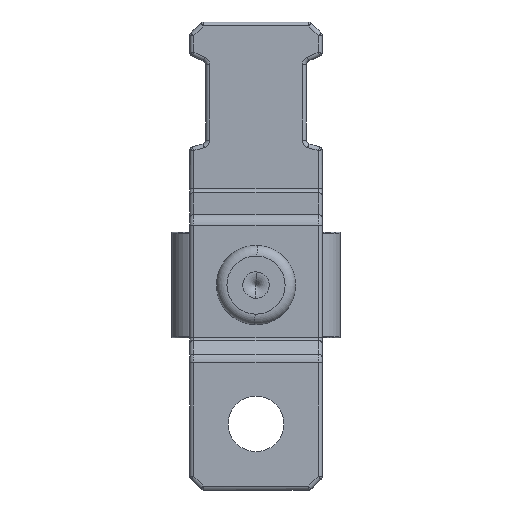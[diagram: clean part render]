
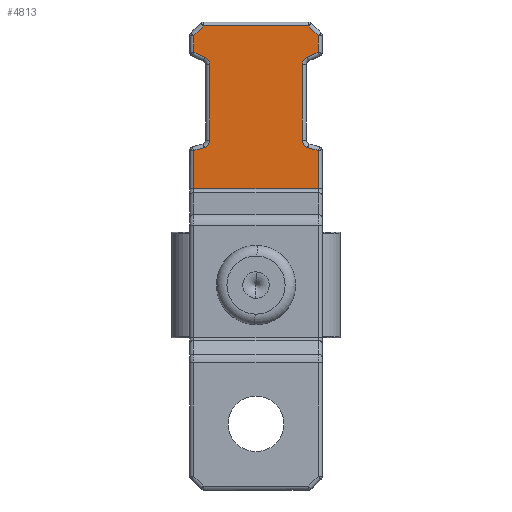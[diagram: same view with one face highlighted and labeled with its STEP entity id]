
A CAD part, front view. The second image highlights one B-rep face of the part: STEP entity #4813.
In plain terms, the highlighted planar face has unit normal (0, -1, 0).
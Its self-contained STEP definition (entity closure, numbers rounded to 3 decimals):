
#11 = ORIENTED_EDGE ( 'NONE', *, *, #9687, .T. ) ;
#53 = ORIENTED_EDGE ( 'NONE', *, *, #1951, .F. ) ;
#77 = ORIENTED_EDGE ( 'NONE', *, *, #9597, .T. ) ;
#131 = VERTEX_POINT ( 'NONE', #9344 ) ;
#151 = CARTESIAN_POINT ( 'NONE',  ( -35.1, 7.316, -3.976 ) ) ;
#220 = CARTESIAN_POINT ( 'NONE',  ( -33.095, 7.316, -4.7 ) ) ;
#350 = CARTESIAN_POINT ( 'NONE',  ( -27.8, 7.316, 7.225 ) ) ;
#383 = CARTESIAN_POINT ( 'NONE',  ( -32.732, 7.316, 3.883 ) ) ;
#428 = AXIS2_PLACEMENT_3D ( 'NONE', #9572, #3103, #3987 ) ;
#431 = CARTESIAN_POINT ( 'NONE',  ( -34.376, 7.316, -4.7 ) ) ;
#541 = DIRECTION ( 'NONE',  ( -0.406, 0., 0.914 ) ) ;
#655 = DIRECTION ( 'NONE',  ( -1., 0., 0. ) ) ;
#658 = EDGE_LOOP ( 'NONE', ( #12094, #10594, #5532, #3253, #10555, #2721, #1633, #11, #5192, #1113, #3078, #53, #11502, #7402, #1876, #6362, #77, #4300 ) ) ;
#661 = VERTEX_POINT ( 'NONE', #6561 ) ;
#689 = VERTEX_POINT ( 'NONE', #1740 ) ;
#1113 = ORIENTED_EDGE ( 'NONE', *, *, #10178, .T. ) ;
#1175 = VERTEX_POINT ( 'NONE', #12067 ) ;
#1304 = EDGE_CURVE ( 'NONE', #6031, #2268, #9284, .T. ) ;
#1391 = VERTEX_POINT ( 'NONE', #220 ) ;
#1421 = LINE ( 'NONE', #11818, #2005 ) ;
#1499 = EDGE_CURVE ( 'NONE', #1175, #5900, #10179, .T. ) ;
#1519 = LINE ( 'NONE', #5410, #6236 ) ;
#1550 = DIRECTION ( 'NONE',  ( 1., 0., 0. ) ) ;
#1621 = CARTESIAN_POINT ( 'NONE',  ( -22.789, 7.316, -4.7 ) ) ;
#1633 = ORIENTED_EDGE ( 'NONE', *, *, #10125, .T. ) ;
#1740 = CARTESIAN_POINT ( 'NONE',  ( -25.674, 7.316, -4.7 ) ) ;
#1876 = ORIENTED_EDGE ( 'NONE', *, *, #3413, .T. ) ;
#1902 = VECTOR ( 'NONE', #6055, 1000. ) ;
#1939 = LINE ( 'NONE', #7583, #12080 ) ;
#1951 = EDGE_CURVE ( 'NONE', #3273, #8846, #1939, .T. ) ;
#1978 = VECTOR ( 'NONE', #541, 1000. ) ;
#2002 = LINE ( 'NONE', #9542, #11434 ) ;
#2005 = VECTOR ( 'NONE', #5251, 1000. ) ;
#2221 = CARTESIAN_POINT ( 'NONE',  ( -22.79, 7.316, -4.7 ) ) ;
#2227 = EDGE_CURVE ( 'NONE', #4585, #1391, #10935, .T. ) ;
#2268 = VERTEX_POINT ( 'NONE', #4746 ) ;
#2276 = VECTOR ( 'NONE', #11643, 1000. ) ;
#2465 = LINE ( 'NONE', #2594, #6908 ) ;
#2594 = CARTESIAN_POINT ( 'NONE',  ( -34.346, 7.316, -4.729 ) ) ;
#2613 = CARTESIAN_POINT ( 'NONE',  ( -32.732, 7.316, -3.883 ) ) ;
#2679 = VECTOR ( 'NONE', #655, 1000. ) ;
#2721 = ORIENTED_EDGE ( 'NONE', *, *, #8293, .T. ) ;
#2775 = AXIS2_PLACEMENT_3D ( 'NONE', #10250, #6487, #9114 ) ;
#2840 = VERTEX_POINT ( 'NONE', #9772 ) ;
#2919 = CARTESIAN_POINT ( 'NONE',  ( -26.47, 7.316, -4.1 ) ) ;
#3078 = ORIENTED_EDGE ( 'NONE', *, *, #3124, .T. ) ;
#3103 = DIRECTION ( 'NONE',  ( 0., 1., 0. ) ) ;
#3107 = CARTESIAN_POINT ( 'NONE',  ( -34.376, 7.316, 4.7 ) ) ;
#3116 = FACE_OUTER_BOUND ( 'NONE', #658, .T. ) ;
#3124 = EDGE_CURVE ( 'NONE', #689, #8846, #7574, .T. ) ;
#3253 = ORIENTED_EDGE ( 'NONE', *, *, #9247, .T. ) ;
#3273 = VERTEX_POINT ( 'NONE', #5167 ) ;
#3413 = EDGE_CURVE ( 'NONE', #12328, #2840, #5170, .T. ) ;
#3680 = CARTESIAN_POINT ( 'NONE',  ( -28.432, 7.316, 10.643 ) ) ;
#3715 = LINE ( 'NONE', #4580, #10802 ) ;
#3874 = VECTOR ( 'NONE', #5455, 1000. ) ;
#3893 = DIRECTION ( 'NONE',  ( 0., 0., -1. ) ) ;
#3987 = DIRECTION ( 'NONE',  ( -1., 0., 0. ) ) ;
#4004 = CARTESIAN_POINT ( 'NONE',  ( -22.789, 7.316, 5. ) ) ;
#4050 = EDGE_CURVE ( 'NONE', #5900, #661, #12376, .T. ) ;
#4104 = VERTEX_POINT ( 'NONE', #151 ) ;
#4125 = LINE ( 'NONE', #6820, #2276 ) ;
#4300 = ORIENTED_EDGE ( 'NONE', *, *, #11745, .T. ) ;
#4333 = DIRECTION ( 'NONE',  ( -1., 0., 0. ) ) ;
#4373 = CARTESIAN_POINT ( 'NONE',  ( -22.789, 7.316, -4.7 ) ) ;
#4395 = VERTEX_POINT ( 'NONE', #8350 ) ;
#4580 = CARTESIAN_POINT ( 'NONE',  ( -25.749, 7.316, 4.7 ) ) ;
#4585 = VERTEX_POINT ( 'NONE', #431 ) ;
#4746 = CARTESIAN_POINT ( 'NONE',  ( -25.903, 7.316, -3.906 ) ) ;
#4813 = ADVANCED_FACE ( 'NONE', ( #3116 ), #8757, .F. ) ;
#4893 = DIRECTION ( 'NONE',  ( 1., 0., 0. ) ) ;
#4999 = DIRECTION ( 'NONE',  ( -1., 0., 0. ) ) ;
#5023 = AXIS2_PLACEMENT_3D ( 'NONE', #10302, #7410, #4333 ) ;
#5167 = CARTESIAN_POINT ( 'NONE',  ( -22.79, 7.316, 4.7 ) ) ;
#5170 = CIRCLE ( 'NONE', #2775, 0.6 ) ;
#5192 = ORIENTED_EDGE ( 'NONE', *, *, #1304, .T. ) ;
#5251 = DIRECTION ( 'NONE',  ( 0., 0., -1. ) ) ;
#5410 = CARTESIAN_POINT ( 'NONE',  ( -25.374, 7.316, 5.744 ) ) ;
#5441 = CARTESIAN_POINT ( 'NONE',  ( -25.674, 7.316, 4.7 ) ) ;
#5455 = DIRECTION ( 'NONE',  ( 1., 0., 0. ) ) ;
#5532 = ORIENTED_EDGE ( 'NONE', *, *, #7121, .T. ) ;
#5900 = VERTEX_POINT ( 'NONE', #3107 ) ;
#6031 = VERTEX_POINT ( 'NONE', #11181 ) ;
#6055 = DIRECTION ( 'NONE',  ( 0.406, 0., 0.914 ) ) ;
#6236 = VECTOR ( 'NONE', #8287, 1000. ) ;
#6240 = LINE ( 'NONE', #7312, #1978 ) ;
#6249 = VECTOR ( 'NONE', #1550, 1000. ) ;
#6362 = ORIENTED_EDGE ( 'NONE', *, *, #7993, .T. ) ;
#6487 = DIRECTION ( 'NONE',  ( 0., 1., 0. ) ) ;
#6561 = CARTESIAN_POINT ( 'NONE',  ( -35.1, 7.316, 3.976 ) ) ;
#6820 = CARTESIAN_POINT ( 'NONE',  ( -22.789, 7.316, 3.5 ) ) ;
#6902 = EDGE_CURVE ( 'NONE', #3273, #9912, #3715, .T. ) ;
#6908 = VECTOR ( 'NONE', #9433, 1000. ) ;
#7115 = LINE ( 'NONE', #350, #1902 ) ;
#7121 = EDGE_CURVE ( 'NONE', #661, #4104, #1421, .T. ) ;
#7231 = DIRECTION ( 'NONE',  ( 0.277, 0., -0.961 ) ) ;
#7232 = CIRCLE ( 'NONE', #428, 0.6 ) ;
#7312 = CARTESIAN_POINT ( 'NONE',  ( -31.509, 7.316, 1.128 ) ) ;
#7375 = VECTOR ( 'NONE', #8617, 1000. ) ;
#7402 = ORIENTED_EDGE ( 'NONE', *, *, #10564, .T. ) ;
#7410 = DIRECTION ( 'NONE',  ( 0., 1., 0. ) ) ;
#7574 = LINE ( 'NONE', #1621, #3874 ) ;
#7583 = CARTESIAN_POINT ( 'NONE',  ( -22.79, 7.316, 5. ) ) ;
#7589 = CARTESIAN_POINT ( 'NONE',  ( -25.903, 7.316, 3.906 ) ) ;
#7993 = EDGE_CURVE ( 'NONE', #2840, #131, #4125, .T. ) ;
#8287 = DIRECTION ( 'NONE',  ( -0.277, 0., -0.961 ) ) ;
#8293 = EDGE_CURVE ( 'NONE', #1391, #11040, #7115, .T. ) ;
#8350 = CARTESIAN_POINT ( 'NONE',  ( -32.173, 7.316, -3.5 ) ) ;
#8565 = DIRECTION ( 'NONE',  ( 0., 1., 0. ) ) ;
#8617 = DIRECTION ( 'NONE',  ( -0.707, 0., -0.707 ) ) ;
#8638 = CIRCLE ( 'NONE', #5023, 0.6 ) ;
#8757 = PLANE ( 'NONE',  #9043 ) ;
#8846 = VERTEX_POINT ( 'NONE', #2221 ) ;
#8930 = LINE ( 'NONE', #9872, #9643 ) ;
#9043 = AXIS2_PLACEMENT_3D ( 'NONE', #4004, #9533, #4999 ) ;
#9114 = DIRECTION ( 'NONE',  ( -1., 0., 0. ) ) ;
#9236 = CARTESIAN_POINT ( 'NONE',  ( -22.789, 7.316, 4.7 ) ) ;
#9247 = EDGE_CURVE ( 'NONE', #4104, #4585, #2465, .T. ) ;
#9284 = CIRCLE ( 'NONE', #11665, 0.6 ) ;
#9344 = CARTESIAN_POINT ( 'NONE',  ( -32.173, 7.316, 3.5 ) ) ;
#9433 = DIRECTION ( 'NONE',  ( 0.707, 0., -0.707 ) ) ;
#9460 = VERTEX_POINT ( 'NONE', #383 ) ;
#9533 = DIRECTION ( 'NONE',  ( 0., 1., 0. ) ) ;
#9542 = CARTESIAN_POINT ( 'NONE',  ( -22.789, 7.316, -3.5 ) ) ;
#9572 = CARTESIAN_POINT ( 'NONE',  ( -32.173, 7.316, -4.1 ) ) ;
#9597 = EDGE_CURVE ( 'NONE', #131, #9460, #8638, .T. ) ;
#9643 = VECTOR ( 'NONE', #7231, 1000. ) ;
#9682 = DIRECTION ( 'NONE',  ( -1., 0., 0. ) ) ;
#9687 = EDGE_CURVE ( 'NONE', #4395, #6031, #2002, .T. ) ;
#9772 = CARTESIAN_POINT ( 'NONE',  ( -26.465, 7.316, 3.5 ) ) ;
#9872 = CARTESIAN_POINT ( 'NONE',  ( -28.032, 7.316, 3.491 ) ) ;
#9912 = VERTEX_POINT ( 'NONE', #5441 ) ;
#10125 = EDGE_CURVE ( 'NONE', #11040, #4395, #7232, .T. ) ;
#10178 = EDGE_CURVE ( 'NONE', #2268, #689, #8930, .T. ) ;
#10179 = LINE ( 'NONE', #9236, #2679 ) ;
#10250 = CARTESIAN_POINT ( 'NONE',  ( -26.47, 7.316, 4.1 ) ) ;
#10302 = CARTESIAN_POINT ( 'NONE',  ( -32.173, 7.316, 4.1 ) ) ;
#10555 = ORIENTED_EDGE ( 'NONE', *, *, #2227, .T. ) ;
#10564 = EDGE_CURVE ( 'NONE', #9912, #12328, #1519, .T. ) ;
#10594 = ORIENTED_EDGE ( 'NONE', *, *, #4050, .T. ) ;
#10802 = VECTOR ( 'NONE', #12351, 1000. ) ;
#10935 = LINE ( 'NONE', #4373, #6249 ) ;
#11040 = VERTEX_POINT ( 'NONE', #2613 ) ;
#11181 = CARTESIAN_POINT ( 'NONE',  ( -26.465, 7.316, -3.5 ) ) ;
#11434 = VECTOR ( 'NONE', #4893, 1000. ) ;
#11502 = ORIENTED_EDGE ( 'NONE', *, *, #6902, .T. ) ;
#11643 = DIRECTION ( 'NONE',  ( -1., 0., 0. ) ) ;
#11665 = AXIS2_PLACEMENT_3D ( 'NONE', #2919, #8565, #9682 ) ;
#11745 = EDGE_CURVE ( 'NONE', #9460, #1175, #6240, .T. ) ;
#11818 = CARTESIAN_POINT ( 'NONE',  ( -35.1, 7.316, -3.676 ) ) ;
#12067 = CARTESIAN_POINT ( 'NONE',  ( -33.095, 7.316, 4.7 ) ) ;
#12080 = VECTOR ( 'NONE', #3893, 1000. ) ;
#12094 = ORIENTED_EDGE ( 'NONE', *, *, #1499, .T. ) ;
#12328 = VERTEX_POINT ( 'NONE', #7589 ) ;
#12351 = DIRECTION ( 'NONE',  ( -1., 0., 0. ) ) ;
#12376 = LINE ( 'NONE', #3680, #7375 ) ;
